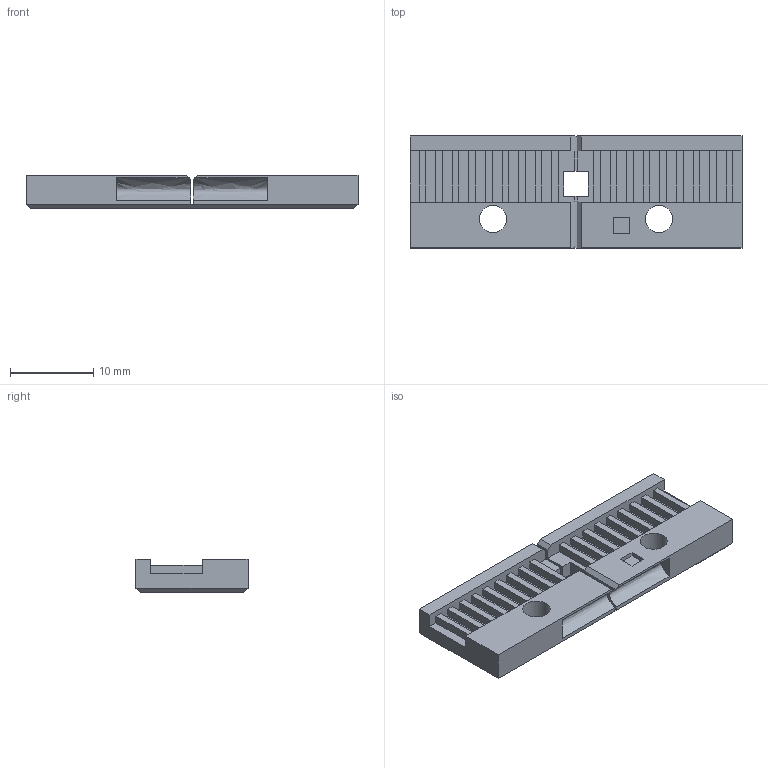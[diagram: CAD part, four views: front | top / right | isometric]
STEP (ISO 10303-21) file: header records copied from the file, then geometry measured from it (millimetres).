
FILE_DESCRIPTION(/* description */ ('belt-clamp'),/* implementation_level */ '2;1');
FILE_NAME(/* name */ 'belt-clamp_R.stp',/* time_stamp */ '2024-01-18T10:51:56+01:00',/* author */ ('Mikuláček'),/* organization */ (''),/* preprocessor_version */ 'ST-DEVELOPER v19.2',/* originating_system */ 'Autodesk Inventor 2023',/* authorisation */ '');
FILE_SCHEMA (('AUTOMOTIVE_DESIGN { 1 0 10303 214 3 1 1 }'));
Length unit declared in the file: millimetre
Products named in the file (1): belt-clamP
Bounding box: 40 x 13.5 x 4 mm (x, y, z)
Volume: 1671.5 mm3; surface area: 1917.9 mm2
Topology: 1 solids, 1 shells, 124 faces, 350 edges, 228 vertices
Faces by surface type: plane 120, bspline 2, cylinder 2
Full cylindrical faces by diameter (mm): 3.3 x2
Entity records: 3985 total; most frequent: CARTESIAN_POINT 741, ORIENTED_EDGE 700, DIRECTION 594, EDGE_CURVE 350, LINE 340, VECTOR 340, VERTEX_POINT 228, EDGE_LOOP 130
